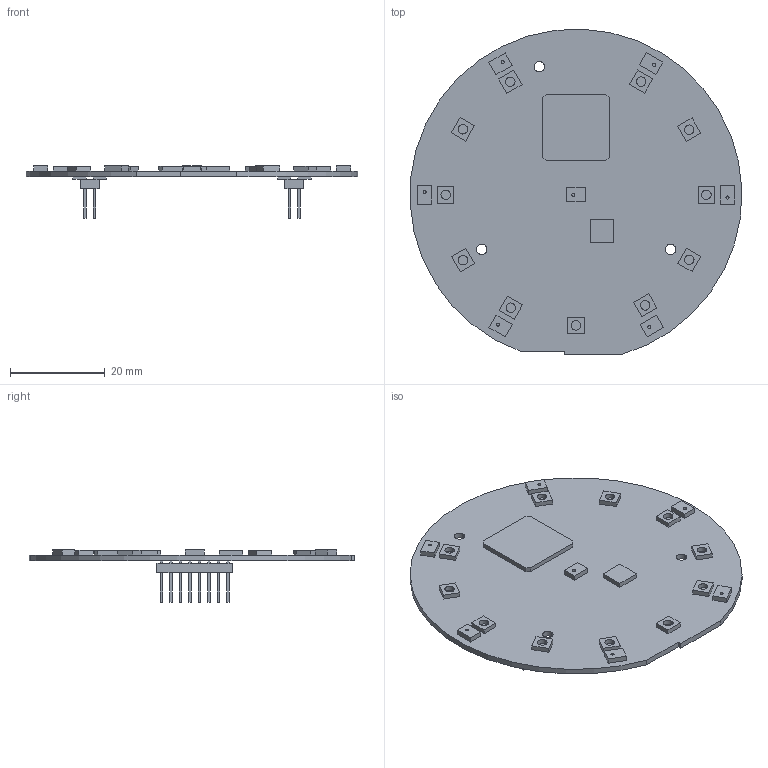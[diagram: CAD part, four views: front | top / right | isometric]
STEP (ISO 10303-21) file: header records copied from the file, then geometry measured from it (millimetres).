
FILE_DESCRIPTION((''),'2;1');
FILE_NAME('RESPEAKER_MICROPHONE_ARRAY_0909','2016-09-09T',('yangxijun'),(''),'PRO/ENGINEER BY PARAMETRIC TECHNOLOGY CORPORATION, 2010280','PRO/ENGINEER BY PARAMETRIC TECHNOLOGY CORPORATION, 2010280','');
FILE_SCHEMA(('AUTOMOTIVE_DESIGN_CC2 { 1 2 10303 214 -1 1 5 2 }'));
Length unit declared in the file: millimetre
Products named in the file (1): RESPEAKER_MICROPHONE_ARRAY_0909
Bounding box: 69.97 x 68.69 x 11 mm (x, y, z)
Volume: 5333 mm3; surface area: 9220.4 mm2
Topology: 1 solids, 1 shells, 503 faces, 1313 edges, 854 vertices
Faces by surface type: plane 459, cylinder 44
Entity records: 15519 total; most frequent: CARTESIAN_POINT 2670, ORIENTED_EDGE 2626, DIRECTION 2407, EDGE_CURVE 1313, VECTOR 1225, LINE 1225, VERTEX_POINT 854, EDGE_LOOP 611
